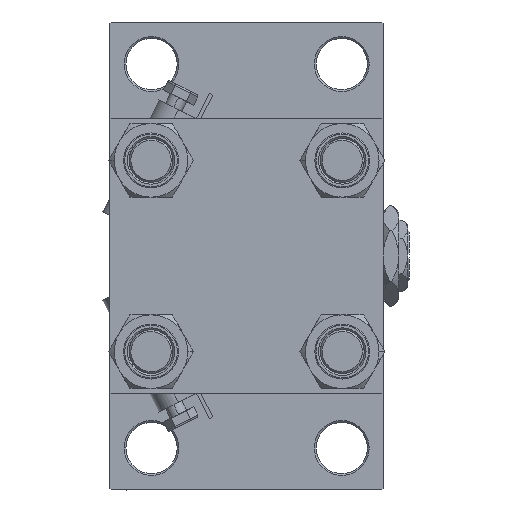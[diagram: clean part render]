
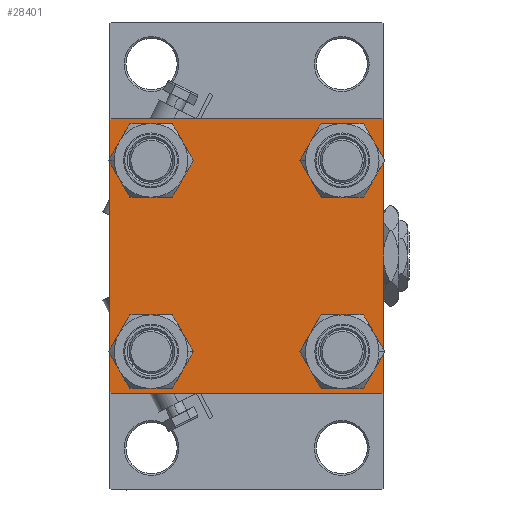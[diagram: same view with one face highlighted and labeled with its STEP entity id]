
A CAD part, left-side view. The second image highlights one B-rep face of the part: STEP entity #28401.
In plain terms, the highlighted planar face has unit normal (-1, 0, 0).
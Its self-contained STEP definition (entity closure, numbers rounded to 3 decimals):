
#10 = ORIENTED_EDGE ( 'NONE', *, *, #11377, .T. ) ;
#439 = LINE ( 'NONE', #41315, #53215 ) ;
#811 = FACE_BOUND ( 'NONE', #11856, .T. ) ;
#860 = ORIENTED_EDGE ( 'NONE', *, *, #4879, .T. ) ;
#1168 = DIRECTION ( 'NONE',  ( 0., 0., 1. ) ) ;
#1219 = CARTESIAN_POINT ( 'NONE',  ( 0., 37.25, -37.25 ) ) ;
#1245 = ORIENTED_EDGE ( 'NONE', *, *, #47560, .F. ) ;
#2664 = CARTESIAN_POINT ( 'NONE',  ( 0., -37., -37.5 ) ) ;
#2753 = AXIS2_PLACEMENT_3D ( 'NONE', #5411, #38236, #34208 ) ;
#3240 = CARTESIAN_POINT ( 'NONE',  ( 0., -26.15, -19.65 ) ) ;
#3877 = VERTEX_POINT ( 'NONE', #32232 ) ;
#4004 = DIRECTION ( 'NONE',  ( 0., 0., 1. ) ) ;
#4041 = DIRECTION ( 'NONE',  ( 1., 0., 0. ) ) ;
#4737 = DIRECTION ( 'NONE',  ( 0., 0.707, 0.707 ) ) ;
#4879 = EDGE_CURVE ( 'NONE', #38612, #36127, #34342, .T. ) ;
#4913 = VERTEX_POINT ( 'NONE', #43760 ) ;
#5411 = CARTESIAN_POINT ( 'NONE',  ( 0., 26.15, -26.15 ) ) ;
#5688 = DIRECTION ( 'NONE',  ( 0., 0., 1. ) ) ;
#5852 = CIRCLE ( 'NONE', #53120, 6.5 ) ;
#5902 = ORIENTED_EDGE ( 'NONE', *, *, #25331, .T. ) ;
#6634 = VERTEX_POINT ( 'NONE', #8948 ) ;
#7102 = CARTESIAN_POINT ( 'NONE',  ( 0., 26.15, 32.65 ) ) ;
#7758 = CARTESIAN_POINT ( 'NONE',  ( 0., -37.5, 37. ) ) ;
#7776 = EDGE_CURVE ( 'NONE', #3877, #4913, #17691, .T. ) ;
#7795 = VERTEX_POINT ( 'NONE', #23559 ) ;
#7851 = ORIENTED_EDGE ( 'NONE', *, *, #49881, .T. ) ;
#8671 = ORIENTED_EDGE ( 'NONE', *, *, #13639, .F. ) ;
#8871 = EDGE_CURVE ( 'NONE', #17415, #16690, #21401, .T. ) ;
#8948 = CARTESIAN_POINT ( 'NONE',  ( 0., -26.15, -32.65 ) ) ;
#9679 = FACE_BOUND ( 'NONE', #25089, .T. ) ;
#11228 = EDGE_LOOP ( 'NONE', ( #10, #24154 ) ) ;
#11238 = VERTEX_POINT ( 'NONE', #7102 ) ;
#11377 = EDGE_CURVE ( 'NONE', #11238, #17015, #16574, .T. ) ;
#11497 = EDGE_CURVE ( 'NONE', #36127, #38612, #27733, .T. ) ;
#11765 = VECTOR ( 'NONE', #29251, 1000. ) ;
#11856 = EDGE_LOOP ( 'NONE', ( #47699, #860 ) ) ;
#12381 = AXIS2_PLACEMENT_3D ( 'NONE', #24497, #4041, #20469 ) ;
#13388 = CARTESIAN_POINT ( 'NONE',  ( 0., 37.25, 37.25 ) ) ;
#13547 = CARTESIAN_POINT ( 'NONE',  ( 0., 26.15, 26.15 ) ) ;
#13639 = EDGE_CURVE ( 'NONE', #49191, #7795, #40878, .T. ) ;
#13725 = FACE_BOUND ( 'NONE', #28003, .T. ) ;
#14914 = LINE ( 'NONE', #52012, #36216 ) ;
#15006 = DIRECTION ( 'NONE',  ( 0., 0., 1. ) ) ;
#16090 = ORIENTED_EDGE ( 'NONE', *, *, #17538, .T. ) ;
#16304 = CARTESIAN_POINT ( 'NONE',  ( 0., 26.15, -19.65 ) ) ;
#16574 = CIRCLE ( 'NONE', #35485, 6.5 ) ;
#16688 = DIRECTION ( 'NONE',  ( 0., 0., -1. ) ) ;
#16690 = VERTEX_POINT ( 'NONE', #35263 ) ;
#17015 = VERTEX_POINT ( 'NONE', #20866 ) ;
#17415 = VERTEX_POINT ( 'NONE', #17828 ) ;
#17538 = EDGE_CURVE ( 'NONE', #6634, #27413, #35564, .T. ) ;
#17691 = LINE ( 'NONE', #13388, #39587 ) ;
#17828 = CARTESIAN_POINT ( 'NONE',  ( 0., 37.5, -37. ) ) ;
#18078 = DIRECTION ( 'NONE',  ( 0., 0., 1. ) ) ;
#18918 = ORIENTED_EDGE ( 'NONE', *, *, #8871, .T. ) ;
#19008 = LINE ( 'NONE', #43461, #19498 ) ;
#19080 = CIRCLE ( 'NONE', #2753, 6.5 ) ;
#19167 = CIRCLE ( 'NONE', #50111, 6.5 ) ;
#19498 = VECTOR ( 'NONE', #42670, 1000. ) ;
#20469 = DIRECTION ( 'NONE',  ( 0., 0., 1. ) ) ;
#20710 = AXIS2_PLACEMENT_3D ( 'NONE', #25303, #21017, #33641 ) ;
#20866 = CARTESIAN_POINT ( 'NONE',  ( 0., 26.15, 19.65 ) ) ;
#21017 = DIRECTION ( 'NONE',  ( -1., 0., 0. ) ) ;
#21353 = CARTESIAN_POINT ( 'NONE',  ( 0., -26.15, 26.15 ) ) ;
#21401 = LINE ( 'NONE', #1219, #41353 ) ;
#21541 = FACE_BOUND ( 'NONE', #11228, .T. ) ;
#21581 = ORIENTED_EDGE ( 'NONE', *, *, #33806, .T. ) ;
#21606 = VERTEX_POINT ( 'NONE', #40486 ) ;
#21831 = VECTOR ( 'NONE', #16688, 1000. ) ;
#23427 = CARTESIAN_POINT ( 'NONE',  ( 0., -26.15, 19.65 ) ) ;
#23559 = CARTESIAN_POINT ( 'NONE',  ( 0., -37.5, -37. ) ) ;
#24004 = CARTESIAN_POINT ( 'NONE',  ( 0., -37.25, -37.25 ) ) ;
#24154 = ORIENTED_EDGE ( 'NONE', *, *, #35492, .T. ) ;
#24497 = CARTESIAN_POINT ( 'NONE',  ( 0., -26.15, -26.15 ) ) ;
#25089 = EDGE_LOOP ( 'NONE', ( #21581, #33821 ) ) ;
#25303 = CARTESIAN_POINT ( 'NONE',  ( 0., 0., 0. ) ) ;
#25331 = EDGE_CURVE ( 'NONE', #49191, #21606, #439, .T. ) ;
#26097 = PLANE ( 'NONE',  #20710 ) ;
#27413 = VERTEX_POINT ( 'NONE', #3240 ) ;
#27649 = CARTESIAN_POINT ( 'NONE',  ( 0., -26.15, 26.15 ) ) ;
#27733 = CIRCLE ( 'NONE', #42309, 6.5 ) ;
#27917 = DIRECTION ( 'NONE',  ( 1., 0., 0. ) ) ;
#28003 = EDGE_LOOP ( 'NONE', ( #7851, #16090 ) ) ;
#28401 = ADVANCED_FACE ( 'NONE', ( #811, #13725, #9679, #21541, #45746 ), #26097, .T. ) ;
#29066 = EDGE_CURVE ( 'NONE', #4913, #17415, #14914, .T. ) ;
#29251 = DIRECTION ( 'NONE',  ( 0., -1., 0. ) ) ;
#30325 = DIRECTION ( 'NONE',  ( 0., 0.707, -0.707 ) ) ;
#30557 = CARTESIAN_POINT ( 'NONE',  ( 0., -26.15, 32.65 ) ) ;
#31554 = DIRECTION ( 'NONE',  ( 0., -0.707, 0.707 ) ) ;
#31987 = EDGE_LOOP ( 'NONE', ( #38327, #18918, #43813, #42944, #8671, #5902, #1245, #32288 ) ) ;
#32232 = CARTESIAN_POINT ( 'NONE',  ( 0., 37., 37.5 ) ) ;
#32288 = ORIENTED_EDGE ( 'NONE', *, *, #7776, .T. ) ;
#32481 = LINE ( 'NONE', #48879, #11765 ) ;
#32531 = DIRECTION ( 'NONE',  ( 1., 0., 0. ) ) ;
#33178 = CARTESIAN_POINT ( 'NONE',  ( 0., 26.15, -32.65 ) ) ;
#33641 = DIRECTION ( 'NONE',  ( 0., 0., 1. ) ) ;
#33806 = EDGE_CURVE ( 'NONE', #51318, #38440, #19080, .T. ) ;
#33821 = ORIENTED_EDGE ( 'NONE', *, *, #35561, .T. ) ;
#34208 = DIRECTION ( 'NONE',  ( 0., 0., 1. ) ) ;
#34254 = DIRECTION ( 'NONE',  ( 1., 0., 0. ) ) ;
#34342 = CIRCLE ( 'NONE', #50657, 6.5 ) ;
#34389 = EDGE_CURVE ( 'NONE', #53049, #7795, #43634, .T. ) ;
#34751 = DIRECTION ( 'NONE',  ( 1., 0., 0. ) ) ;
#35263 = CARTESIAN_POINT ( 'NONE',  ( 0., 37., -37.5 ) ) ;
#35445 = AXIS2_PLACEMENT_3D ( 'NONE', #51396, #34751, #18078 ) ;
#35485 = AXIS2_PLACEMENT_3D ( 'NONE', #13547, #34254, #1168 ) ;
#35492 = EDGE_CURVE ( 'NONE', #17015, #11238, #51741, .T. ) ;
#35561 = EDGE_CURVE ( 'NONE', #38440, #51318, #19167, .T. ) ;
#35564 = CIRCLE ( 'NONE', #12381, 6.5 ) ;
#36127 = VERTEX_POINT ( 'NONE', #30557 ) ;
#36216 = VECTOR ( 'NONE', #48789, 1000. ) ;
#36302 = CARTESIAN_POINT ( 'NONE',  ( 0., -26.15, -26.15 ) ) ;
#36585 = CARTESIAN_POINT ( 'NONE',  ( 0., -37.5, 37.5 ) ) ;
#37132 = VECTOR ( 'NONE', #31554, 1000. ) ;
#37755 = DIRECTION ( 'NONE',  ( 1., 0., 0. ) ) ;
#38236 = DIRECTION ( 'NONE',  ( 1., 0., 0. ) ) ;
#38286 = DIRECTION ( 'NONE',  ( 0., 0., 1. ) ) ;
#38327 = ORIENTED_EDGE ( 'NONE', *, *, #29066, .T. ) ;
#38440 = VERTEX_POINT ( 'NONE', #33178 ) ;
#38612 = VERTEX_POINT ( 'NONE', #23427 ) ;
#39587 = VECTOR ( 'NONE', #30325, 1000. ) ;
#40486 = CARTESIAN_POINT ( 'NONE',  ( 0., -37., 37.5 ) ) ;
#40878 = LINE ( 'NONE', #36585, #21831 ) ;
#41315 = CARTESIAN_POINT ( 'NONE',  ( 0., -37.25, 37.25 ) ) ;
#41353 = VECTOR ( 'NONE', #45884, 1000. ) ;
#42309 = AXIS2_PLACEMENT_3D ( 'NONE', #21353, #37755, #38286 ) ;
#42538 = DIRECTION ( 'NONE',  ( 1., 0., 0. ) ) ;
#42670 = DIRECTION ( 'NONE',  ( 0., -1., 0. ) ) ;
#42784 = CARTESIAN_POINT ( 'NONE',  ( 0., 26.15, -26.15 ) ) ;
#42944 = ORIENTED_EDGE ( 'NONE', *, *, #34389, .T. ) ;
#43461 = CARTESIAN_POINT ( 'NONE',  ( 0., 37.5, -37.5 ) ) ;
#43634 = LINE ( 'NONE', #24004, #37132 ) ;
#43760 = CARTESIAN_POINT ( 'NONE',  ( 0., 37.5, 37. ) ) ;
#43813 = ORIENTED_EDGE ( 'NONE', *, *, #43830, .T. ) ;
#43830 = EDGE_CURVE ( 'NONE', #16690, #53049, #19008, .T. ) ;
#45746 = FACE_OUTER_BOUND ( 'NONE', #31987, .T. ) ;
#45884 = DIRECTION ( 'NONE',  ( 0., -0.707, -0.707 ) ) ;
#47560 = EDGE_CURVE ( 'NONE', #3877, #21606, #32481, .T. ) ;
#47699 = ORIENTED_EDGE ( 'NONE', *, *, #11497, .T. ) ;
#48789 = DIRECTION ( 'NONE',  ( 0., 0., -1. ) ) ;
#48879 = CARTESIAN_POINT ( 'NONE',  ( 0., 37.5, 37.5 ) ) ;
#49191 = VERTEX_POINT ( 'NONE', #7758 ) ;
#49881 = EDGE_CURVE ( 'NONE', #27413, #6634, #5852, .T. ) ;
#50111 = AXIS2_PLACEMENT_3D ( 'NONE', #42784, #42538, #5688 ) ;
#50657 = AXIS2_PLACEMENT_3D ( 'NONE', #27649, #27917, #15006 ) ;
#51318 = VERTEX_POINT ( 'NONE', #16304 ) ;
#51396 = CARTESIAN_POINT ( 'NONE',  ( 0., 26.15, 26.15 ) ) ;
#51741 = CIRCLE ( 'NONE', #35445, 6.5 ) ;
#52012 = CARTESIAN_POINT ( 'NONE',  ( 0., 37.5, 37.5 ) ) ;
#53049 = VERTEX_POINT ( 'NONE', #2664 ) ;
#53120 = AXIS2_PLACEMENT_3D ( 'NONE', #36302, #32531, #4004 ) ;
#53215 = VECTOR ( 'NONE', #4737, 1000. ) ;
